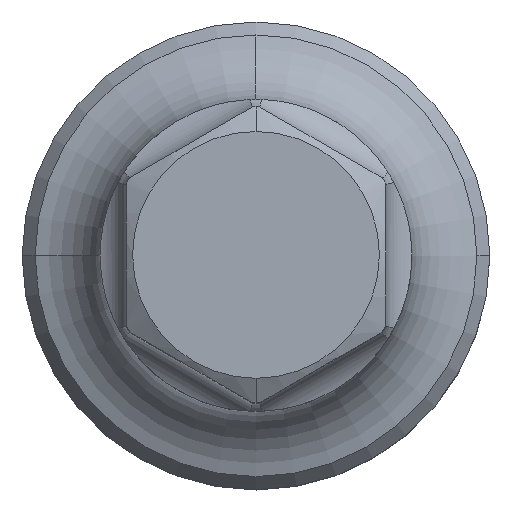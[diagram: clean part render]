
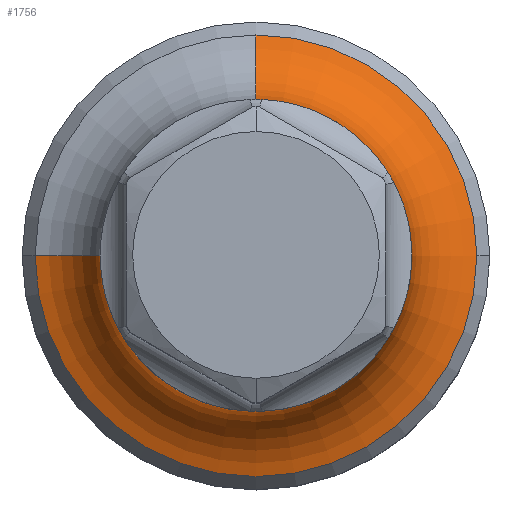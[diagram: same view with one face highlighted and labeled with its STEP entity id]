
A CAD part, top view. The second image highlights one B-rep face of the part: STEP entity #1756.
In plain terms, the highlighted toroidal (fillet/blend) face has major radius 28 mm and minor radius 10 mm.
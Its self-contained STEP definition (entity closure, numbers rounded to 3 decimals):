
#469=CARTESIAN_POINT('',(0.,0.,39.95));
#470=DIRECTION('',(0.,0.,1.));
#471=DIRECTION('',(-1.,0.,0.));
#472=AXIS2_PLACEMENT_3D('',#469,#470,#471);
#492=CARTESIAN_POINT('',(0.,0.,30.267));
#493=DIRECTION('',(0.,0.,-1.));
#494=DIRECTION('',(1.,0.,0.));
#495=AXIS2_PLACEMENT_3D('',#492,#493,#494);
#497=CARTESIAN_POINT('',(-28.,0.,39.95));
#498=DIRECTION('',(0.,-1.,0.));
#499=DIRECTION('',(0.25,0.,-0.968));
#500=AXIS2_PLACEMENT_3D('',#497,#498,#499);
#502=CARTESIAN_POINT('',(0.,0.,39.95));
#503=DIRECTION('',(0.,0.,1.));
#504=DIRECTION('',(0.,-1.,0.));
#505=AXIS2_PLACEMENT_3D('',#502,#503,#504);
#507=CARTESIAN_POINT('',(0.,0.,30.267));
#508=DIRECTION('',(0.,0.,-1.));
#509=DIRECTION('',(0.,1.,0.));
#510=AXIS2_PLACEMENT_3D('',#507,#508,#509);
#1107=CARTESIAN_POINT('',(0.,28.,39.95));
#1108=DIRECTION('',(-1.,0.,0.));
#1109=DIRECTION('',(0.,-0.25,-0.968));
#1110=AXIS2_PLACEMENT_3D('',#1107,#1108,#1109);
#1178=CARTESIAN_POINT('',(0.,18.,39.95));
#1179=CARTESIAN_POINT('',(-18.,0.,39.95));
#1180=VERTEX_POINT('',#1178);
#1181=VERTEX_POINT('',#1179);
#1182=CARTESIAN_POINT('',(0.,-18.,39.95));
#1183=VERTEX_POINT('',#1182);
#1320=CARTESIAN_POINT('',(25.5,0.,30.267));
#1321=CARTESIAN_POINT('',(-25.5,0.,30.267));
#1322=VERTEX_POINT('',#1320);
#1323=VERTEX_POINT('',#1321);
#1324=CARTESIAN_POINT('',(0.,25.5,30.267));
#1325=VERTEX_POINT('',#1324);
#1739=CARTESIAN_POINT('',(0.,0.,39.95));
#1740=DIRECTION('',(0.,0.,1.));
#1741=DIRECTION('',(-0.01,-1.,0.));
#1742=AXIS2_PLACEMENT_3D('',#1739,#1740,#1741);
#1743=TOROIDAL_SURFACE('',#1742,28.,10.);
#1745=ORIENTED_EDGE('',*,*,#1744,.T.);
#1747=ORIENTED_EDGE('',*,*,#1746,.T.);
#1748=ORIENTED_EDGE('',*,*,#1680,.T.);
#1749=ORIENTED_EDGE('',*,*,#1537,.T.);
#1751=ORIENTED_EDGE('',*,*,#1750,.F.);
#1753=ORIENTED_EDGE('',*,*,#1752,.T.);
#1754=EDGE_LOOP('',(#1745,#1747,#1748,#1749,#1751,#1753));
#1755=FACE_OUTER_BOUND('',#1754,.F.);
#1756=ADVANCED_FACE('',(#1755),#1743,.F.);
#473=CIRCLE('',#472,18.);
#496=CIRCLE('',#495,25.5);
#501=CIRCLE('',#500,10.);
#506=CIRCLE('',#505,18.);
#511=CIRCLE('',#510,25.5);
#1111=CIRCLE('',#1110,10.);
#1537=EDGE_CURVE('',#1183,#1180,#506,.T.);
#1680=EDGE_CURVE('',#1181,#1183,#473,.T.);
#1744=EDGE_CURVE('',#1322,#1323,#496,.T.);
#1746=EDGE_CURVE('',#1323,#1181,#501,.T.);
#1750=EDGE_CURVE('',#1325,#1180,#1111,.T.);
#1752=EDGE_CURVE('',#1325,#1322,#511,.T.);
